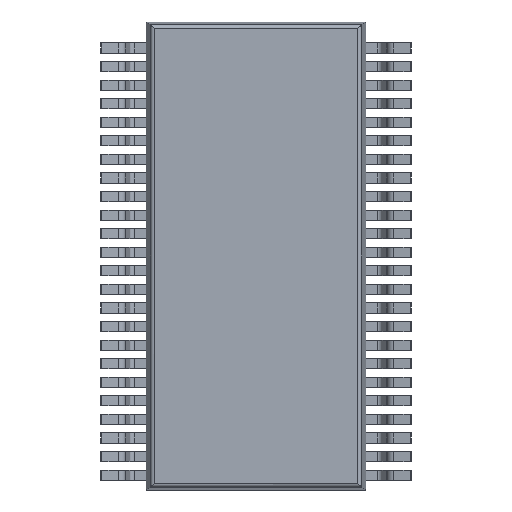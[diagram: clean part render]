
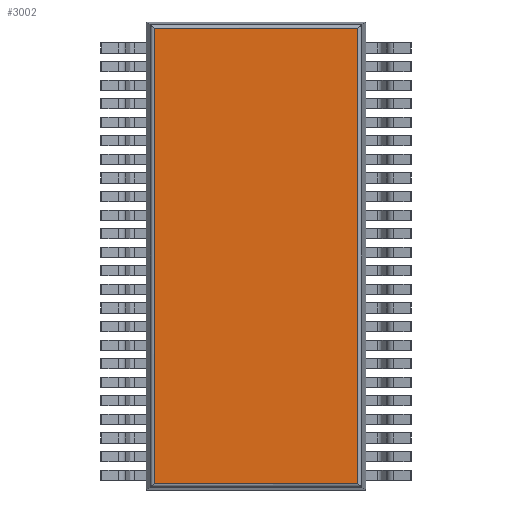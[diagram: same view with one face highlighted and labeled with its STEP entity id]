
A CAD part, front view. The second image highlights one B-rep face of the part: STEP entity #3002.
In plain terms, the highlighted planar face has unit normal (0, -1, 0).
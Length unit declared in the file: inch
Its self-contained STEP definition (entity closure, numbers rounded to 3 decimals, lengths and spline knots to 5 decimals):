
#465=FACE_OUTER_BOUND('',#632,.T.);
#632=EDGE_LOOP('',(#2642,#2643,#2644,#2645));
#982=LINE('',#5596,#1221);
#984=LINE('',#5605,#1223);
#985=LINE('',#5608,#1224);
#988=LINE('',#5619,#1227);
#1221=VECTOR('',#3469,0.61279);
#1223=VECTOR('',#3477,0.61279);
#1224=VECTOR('',#3482,0.27439);
#1227=VECTOR('',#3493,0.27439);
#1504=VERTEX_POINT('',#5593);
#1505=VERTEX_POINT('',#5595);
#1508=VERTEX_POINT('',#5602);
#1509=VERTEX_POINT('',#5604);
#1885=EDGE_CURVE('',#1504,#1505,#982,.T.);
#1889=EDGE_CURVE('',#1508,#1509,#984,.T.);
#1891=EDGE_CURVE('',#1505,#1508,#985,.T.);
#1897=EDGE_CURVE('',#1509,#1504,#988,.T.);
#2642=ORIENTED_EDGE('',*,*,#1889,.F.);
#2643=ORIENTED_EDGE('',*,*,#1891,.F.);
#2644=ORIENTED_EDGE('',*,*,#1885,.F.);
#2645=ORIENTED_EDGE('',*,*,#1897,.F.);
#2847=PLANE('',#3096);
#3002=ADVANCED_FACE('',(#465),#2847,.F.);
#3096=AXIS2_PLACEMENT_3D('',#5635,#3507,#3508);
#3469=DIRECTION('',(0.,0.,-1.));
#3477=DIRECTION('',(0.,0.,1.));
#3482=DIRECTION('',(-1.,0.,0.));
#3493=DIRECTION('',(1.,0.,0.));
#3507=DIRECTION('center_axis',(0.,1.,0.));
#3508=DIRECTION('ref_axis',(0.,0.,1.));
#5593=CARTESIAN_POINT('',(0.13719,0.,0.30639));
#5595=CARTESIAN_POINT('',(0.13719,0.,-0.30639));
#5596=CARTESIAN_POINT('',(0.13719,0.,0.07875));
#5602=CARTESIAN_POINT('',(-0.13719,0.,-0.30639));
#5604=CARTESIAN_POINT('',(-0.13719,0.,0.30639));
#5605=CARTESIAN_POINT('',(-0.13719,0.,-0.07875));
#5608=CARTESIAN_POINT('',(0.03738,0.,-0.30639));
#5619=CARTESIAN_POINT('',(-0.03738,0.,0.30639));
#5635=CARTESIAN_POINT('Origin',(0.,0.,0.));
